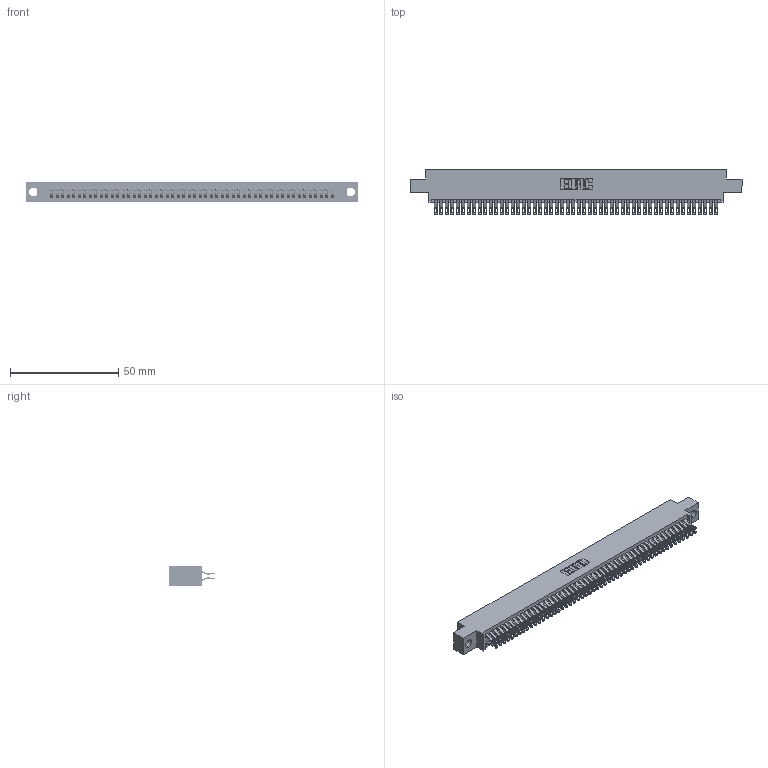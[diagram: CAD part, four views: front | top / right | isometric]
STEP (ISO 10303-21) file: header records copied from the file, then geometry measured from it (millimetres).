
FILE_DESCRIPTION (( 'STEP AP203' ), '1' );
FILE_NAME ('345-104-555-804.STEP', '2021-05-21T13:39:45', ( '' ), ( '' ), 'SwSTEP 2.0', 'SolidWorks 2020', '' );
FILE_SCHEMA (( 'CONFIG_CONTROL_DESIGN' ));
Length unit declared in the file: inch
Products named in the file (3): 345-104-555-804; 345 Part_0.170 Offset - 0.156 Dia-TI; 345-292-001_555 Tail
Assembly tree (105 placements, depth 2):
  345-104-555-804
    345 Part_0.170 Offset - 0.156 Dia-TI
    345-292-001_555 Tail  x104
Bounding box: 153.29 x 21.13 x 9.4 mm (x, y, z)
Volume: 15065.8 mm3; surface area: 23507.7 mm2
Topology: 105 solids, 105 shells, 5968 faces, 18797 edges, 12530 vertices
Faces by surface type: plane 3322, cylinder 2646
Entity records: 40331 total; most frequent: CARTESIAN_POINT 6792, ORIENTED_EDGE 6694, DIRECTION 5943, EDGE_CURVE 3347, LINE 2987, VECTOR 2987, VERTEX_POINT 2230, AXIS2_PLACEMENT_3D 1478
